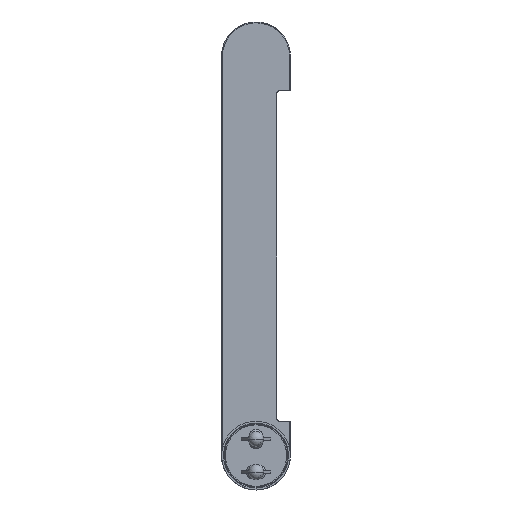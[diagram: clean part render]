
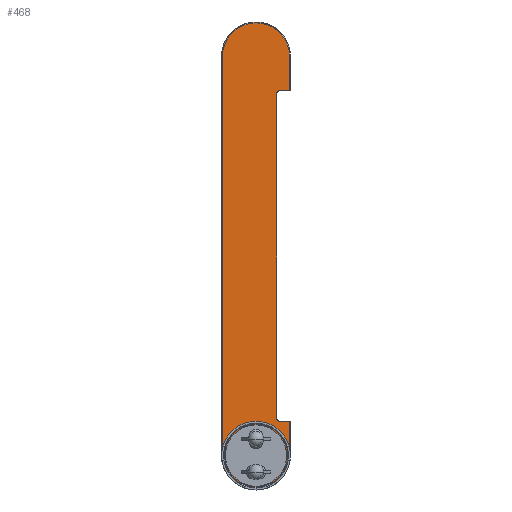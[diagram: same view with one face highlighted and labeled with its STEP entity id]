
A CAD part, front view. The second image highlights one B-rep face of the part: STEP entity #468.
In plain terms, the highlighted planar face has unit normal (0, -1, 0).
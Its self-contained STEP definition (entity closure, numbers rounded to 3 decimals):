
#1=CARTESIAN_POINT('',(0.,0.,-72.5));
#2=DIRECTION('',(0.,1.,0.));
#3=DIRECTION('',(1.,0.,0.));
#4=AXIS2_PLACEMENT_3D('',#1,#2,#3);
#6=CARTESIAN_POINT('',(0.,0.,-72.5));
#7=DIRECTION('',(0.,1.,0.));
#8=DIRECTION('',(0.999,0.,-0.033));
#9=AXIS2_PLACEMENT_3D('',#6,#7,#8);
#11=CARTESIAN_POINT('',(0.,0.,72.5));
#12=DIRECTION('',(0.,1.,0.));
#13=DIRECTION('',(-1.,0.,0.));
#14=AXIS2_PLACEMENT_3D('',#11,#12,#13);
#16=CARTESIAN_POINT('',(0.,0.,72.5));
#17=DIRECTION('',(0.,1.,0.));
#18=DIRECTION('',(-1.,0.,0.023));
#19=AXIS2_PLACEMENT_3D('',#16,#17,#18);
#21=CARTESIAN_POINT('',(8.5,0.,59.));
#22=DIRECTION('',(0.,-1.,0.));
#23=DIRECTION('',(0.,0.,1.));
#24=AXIS2_PLACEMENT_3D('',#21,#22,#23);
#26=DIRECTION('',(0.,0.,-1.));
#27=VECTOR('',#26,118.);
#28=CARTESIAN_POINT('',(7.5,0.,59.));
#29=LINE('',#28,#27);
#30=CARTESIAN_POINT('',(8.5,0.,-59.));
#31=DIRECTION('',(0.,-1.,0.));
#32=DIRECTION('',(-1.,0.,0.));
#33=AXIS2_PLACEMENT_3D('',#30,#31,#32);
#35=DIRECTION('',(1.,0.,0.));
#36=VECTOR('',#35,3.7);
#37=CARTESIAN_POINT('',(8.5,0.,-60.));
#38=LINE('',#37,#36);
#39=CARTESIAN_POINT('',(5.5,0.,-72.5));
#40=DIRECTION('',(0.,-1.,0.));
#41=DIRECTION('',(0.,0.,-1.));
#42=AXIS2_PLACEMENT_3D('',#39,#40,#41);
#44=CARTESIAN_POINT('',(5.5,0.,-72.5));
#45=DIRECTION('',(0.,-1.,0.));
#46=DIRECTION('',(0.,0.,1.));
#47=AXIS2_PLACEMENT_3D('',#44,#45,#46);
#49=CARTESIAN_POINT('',(-5.5,0.,-72.5));
#50=DIRECTION('',(0.,-1.,0.));
#51=DIRECTION('',(0.,0.,1.));
#52=AXIS2_PLACEMENT_3D('',#49,#50,#51);
#54=CARTESIAN_POINT('',(-5.5,0.,-72.5));
#55=DIRECTION('',(0.,-1.,0.));
#56=DIRECTION('',(0.,0.,-1.));
#57=AXIS2_PLACEMENT_3D('',#54,#55,#56);
#63=DIRECTION('',(0.,0.,1.));
#64=VECTOR('',#63,12.5);
#65=CARTESIAN_POINT('',(12.2,0.,-72.5));
#66=LINE('',#65,#64);
#105=DIRECTION('',(1.,0.,0.));
#106=VECTOR('',#105,3.7);
#107=CARTESIAN_POINT('',(8.5,0.,60.));
#108=LINE('',#107,#106);
#119=DIRECTION('',(0.,0.,1.));
#120=VECTOR('',#119,12.5);
#121=CARTESIAN_POINT('',(12.2,0.,60.));
#122=LINE('',#121,#120);
#147=DIRECTION('',(0.,0.,-1.));
#148=VECTOR('',#147,145.);
#149=CARTESIAN_POINT('',(-12.2,0.,72.5));
#150=LINE('',#149,#148);
#329=CARTESIAN_POINT('',(12.2,0.,-72.5));
#330=CARTESIAN_POINT('',(12.2,0.,-60.));
#331=VERTEX_POINT('',#329);
#332=VERTEX_POINT('',#330);
#333=CARTESIAN_POINT('',(12.193,0.,-72.903));
#334=CARTESIAN_POINT('',(-12.2,0.,-72.5));
#335=VERTEX_POINT('',#333);
#336=VERTEX_POINT('',#334);
#337=CARTESIAN_POINT('',(-12.2,0.,72.5));
#338=VERTEX_POINT('',#337);
#339=CARTESIAN_POINT('',(-12.197,0.,72.784));
#340=CARTESIAN_POINT('',(12.2,0.,72.5));
#341=VERTEX_POINT('',#339);
#342=VERTEX_POINT('',#340);
#343=CARTESIAN_POINT('',(12.2,0.,60.));
#344=VERTEX_POINT('',#343);
#345=CARTESIAN_POINT('',(8.5,0.,60.));
#346=VERTEX_POINT('',#345);
#347=CARTESIAN_POINT('',(7.5,0.,59.));
#348=VERTEX_POINT('',#347);
#349=CARTESIAN_POINT('',(7.5,0.,-59.));
#350=VERTEX_POINT('',#349);
#351=CARTESIAN_POINT('',(8.5,0.,-60.));
#352=VERTEX_POINT('',#351);
#353=CARTESIAN_POINT('',(5.5,0.,-76.75));
#354=CARTESIAN_POINT('',(5.5,0.,-68.25));
#355=VERTEX_POINT('',#353);
#356=VERTEX_POINT('',#354);
#357=CARTESIAN_POINT('',(-5.5,0.,-68.25));
#358=CARTESIAN_POINT('',(-5.5,0.,-76.75));
#359=VERTEX_POINT('',#357);
#360=VERTEX_POINT('',#358);
#425=CARTESIAN_POINT('',(0.,0.,0.));
#426=DIRECTION('',(0.,1.,0.));
#427=DIRECTION('',(0.,0.,-1.));
#428=AXIS2_PLACEMENT_3D('',#425,#426,#427);
#429=PLANE('',#428);
#431=ORIENTED_EDGE('',*,*,#430,.F.);
#433=ORIENTED_EDGE('',*,*,#432,.T.);
#435=ORIENTED_EDGE('',*,*,#434,.T.);
#437=ORIENTED_EDGE('',*,*,#436,.F.);
#439=ORIENTED_EDGE('',*,*,#438,.T.);
#441=ORIENTED_EDGE('',*,*,#440,.T.);
#443=ORIENTED_EDGE('',*,*,#442,.F.);
#445=ORIENTED_EDGE('',*,*,#444,.F.);
#447=ORIENTED_EDGE('',*,*,#446,.T.);
#449=ORIENTED_EDGE('',*,*,#448,.T.);
#451=ORIENTED_EDGE('',*,*,#450,.T.);
#453=ORIENTED_EDGE('',*,*,#452,.T.);
#454=EDGE_LOOP('',(#431,#433,#435,#437,#439,#441,#443,#445,#447,#449,#451,
#453));
#455=FACE_OUTER_BOUND('',#454,.F.);
#457=ORIENTED_EDGE('',*,*,#456,.T.);
#459=ORIENTED_EDGE('',*,*,#458,.T.);
#460=EDGE_LOOP('',(#457,#459));
#461=FACE_BOUND('',#460,.F.);
#463=ORIENTED_EDGE('',*,*,#462,.T.);
#465=ORIENTED_EDGE('',*,*,#464,.T.);
#466=EDGE_LOOP('',(#463,#465));
#467=FACE_BOUND('',#466,.F.);
#5=CIRCLE('',#4,12.2);
#10=CIRCLE('',#9,12.2);
#15=CIRCLE('',#14,12.2);
#20=CIRCLE('',#19,12.2);
#25=CIRCLE('',#24,1.);
#34=CIRCLE('',#33,1.);
#43=CIRCLE('',#42,4.25);
#48=CIRCLE('',#47,4.25);
#53=CIRCLE('',#52,4.25);
#58=CIRCLE('',#57,4.25);
#430=EDGE_CURVE('',#331,#332,#66,.T.);
#432=EDGE_CURVE('',#331,#335,#5,.T.);
#434=EDGE_CURVE('',#335,#336,#10,.T.);
#436=EDGE_CURVE('',#338,#336,#150,.T.);
#438=EDGE_CURVE('',#338,#341,#15,.T.);
#440=EDGE_CURVE('',#341,#342,#20,.T.);
#442=EDGE_CURVE('',#344,#342,#122,.T.);
#444=EDGE_CURVE('',#346,#344,#108,.T.);
#446=EDGE_CURVE('',#346,#348,#25,.T.);
#448=EDGE_CURVE('',#348,#350,#29,.T.);
#450=EDGE_CURVE('',#350,#352,#34,.T.);
#452=EDGE_CURVE('',#352,#332,#38,.T.);
#456=EDGE_CURVE('',#355,#356,#43,.T.);
#458=EDGE_CURVE('',#356,#355,#48,.T.);
#462=EDGE_CURVE('',#359,#360,#53,.T.);
#464=EDGE_CURVE('',#360,#359,#58,.T.);
#468=ADVANCED_FACE('',(#455,#461,#467),#429,.F.);
